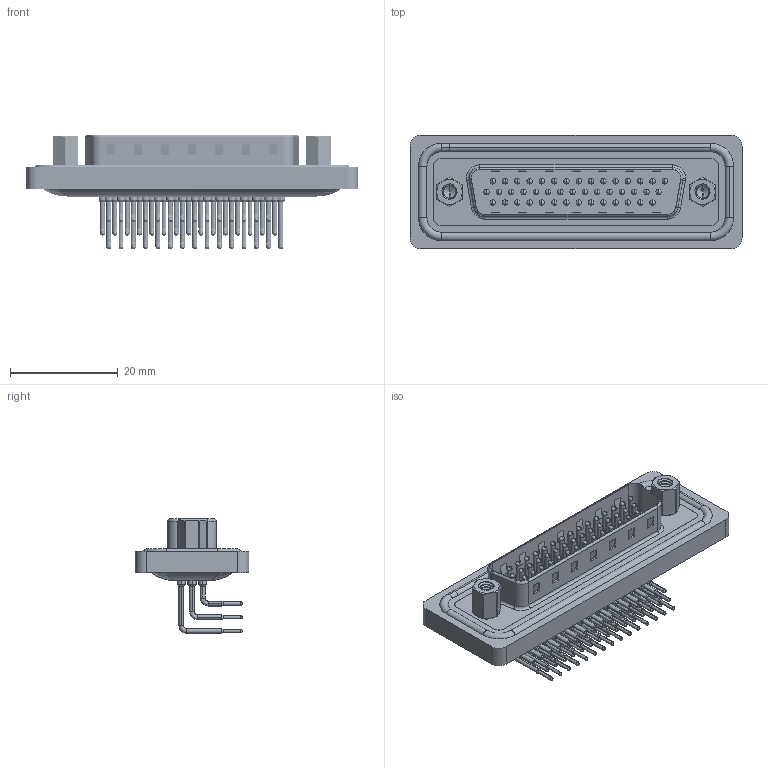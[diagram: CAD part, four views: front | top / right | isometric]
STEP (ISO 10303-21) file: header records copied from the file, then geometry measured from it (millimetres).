
FILE_DESCRIPTION (( 'STEP AP203' ), '1' );
FILE_NAME ('633-W44-262-012.STEP', '2018-11-28T13:03:39', ( '' ), ( '' ), 'SwSTEP 2.0', 'SolidWorks 2016', '' );
FILE_SCHEMA (( 'CONFIG_CONTROL_DESIGN' ));
Length unit declared in the file: millimetre
Products named in the file (9): 633W Contact Row 2; 633W Housing_44 Contacts; 633W Contact Row 3; 633W Shell_44 Contacts; 633W 4-40 Threaded Rivet_Stabilizer; 633W Waterproof Housing_44 Contacts; 633W 4-40 Hex Standoff; 633W Contact Row 1; 633-W44-262-012
Assembly tree (51 placements, depth 2):
  633-W44-262-012
    633W Housing_44 Contacts
    633W Shell_44 Contacts
    633W Waterproof Housing_44 Contacts
    633W Contact Row 1  x15
    633W Contact Row 2  x15
    633W Contact Row 3  x14
    633W 4-40 Threaded Rivet_Stabilizer  x2
    633W 4-40 Hex Standoff  x2
Bounding box: 61.74 x 21.1 x 21.32 mm (x, y, z)
Volume: 6688.1 mm3; surface area: 13603 mm2
Topology: 52 solids, 52 shells, 5438 faces, 15262 edges, 9939 vertices
Faces by surface type: plane 3021, cylinder 1882, bspline 286, cone 206, torus 43
Entity records: 42868 total; most frequent: CARTESIAN_POINT 11005, DIRECTION 6486, ORIENTED_EDGE 6000, EDGE_CURVE 3000, AXIS2_PLACEMENT_3D 2436, VERTEX_POINT 1963, LINE 1614, VECTOR 1614
